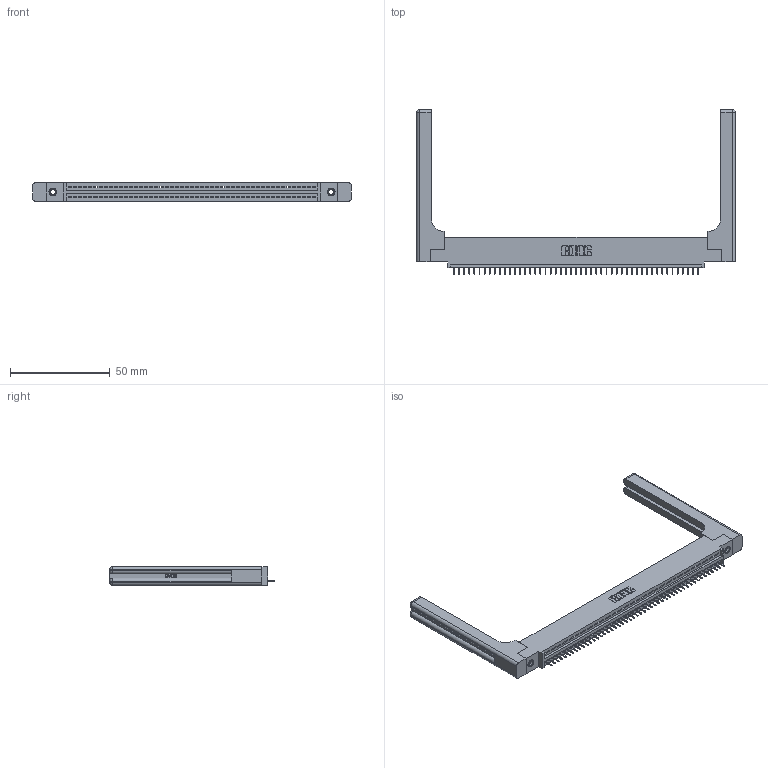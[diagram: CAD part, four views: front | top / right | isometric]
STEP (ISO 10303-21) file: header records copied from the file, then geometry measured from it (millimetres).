
FILE_DESCRIPTION (( 'STEP AP203' ), '1' );
FILE_NAME ('395-049-525-458.STEP', '2020-09-24T09:12:01', ( '' ), ( '' ), 'SwSTEP 2.0', 'SolidWorks 2020', '' );
FILE_SCHEMA (( 'CONFIG_CONTROL_DESIGN' ));
Length unit declared in the file: inch
Products named in the file (5): 345-250-001_345-250-001-102; 345 Part_0.110 Offset - 0.156 Dia-TH; 395-049-525-458; 345-220-058_345-220-058; 345-292-001_345-293-125
Assembly tree (54 placements, depth 2):
  395-049-525-458
    345 Part_0.110 Offset - 0.156 Dia-TH
    345-292-001_345-293-125  x49
    345-250-001_345-250-001-102  x2
    345-220-058_345-220-058  x2
Bounding box: 159.49 x 82.47 x 9.4 mm (x, y, z)
Volume: 23437.1 mm3; surface area: 24658.9 mm2
Topology: 54 solids, 54 shells, 3424 faces, 9839 edges, 6342 vertices
Faces by surface type: plane 2486, cylinder 878, bspline 36, cone 12, sphere 8, torus 4
Entity records: 41324 total; most frequent: CARTESIAN_POINT 8128, ORIENTED_EDGE 6908, DIRECTION 6036, EDGE_CURVE 3454, LINE 3038, VECTOR 3038, VERTEX_POINT 2290, AXIS2_PLACEMENT_3D 1499
